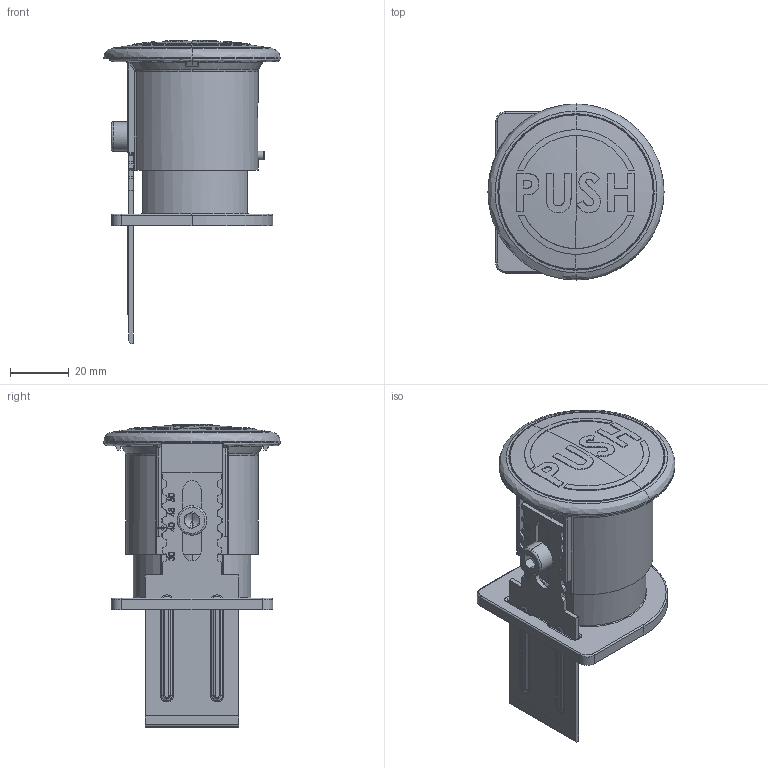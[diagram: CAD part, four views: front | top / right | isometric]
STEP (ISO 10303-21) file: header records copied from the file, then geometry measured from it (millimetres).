
FILE_DESCRIPTION (( 'STEP AP214' ), '1' );
FILE_NAME ('7330041', '2019-01-30T09:18:41', ( '' ), ('JUGARD+KÜNSTNER GmbH'), 'SwSTEP 2.0', 'SolidWorks 2017', '' );
FILE_SCHEMA (( 'AUTOMOTIVE_DESIGN' ));
Length unit declared in the file: millimetre
Products named in the file (1): 7330041
Bounding box: 60 x 60 x 103.41 mm (x, y, z)
Volume: 50413.5 mm3; surface area: 47923.1 mm2
Topology: 10 solids, 10 shells, 1509 faces, 3813 edges, 2346 vertices
Faces by surface type: bspline 627, plane 436, cylinder 394, cone 52
Entity records: 73530 total; most frequent: CARTESIAN_POINT 41066, ORIENTED_EDGE 7570, DIRECTION 5664, EDGE_CURVE 3785, VERTEX_POINT 2346, AXIS2_PLACEMENT_3D 2081, EDGE_LOOP 1583, FACE_OUTER_BOUND 1509
